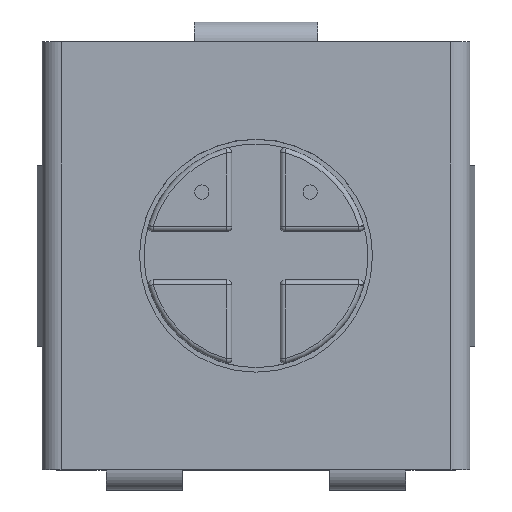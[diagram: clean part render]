
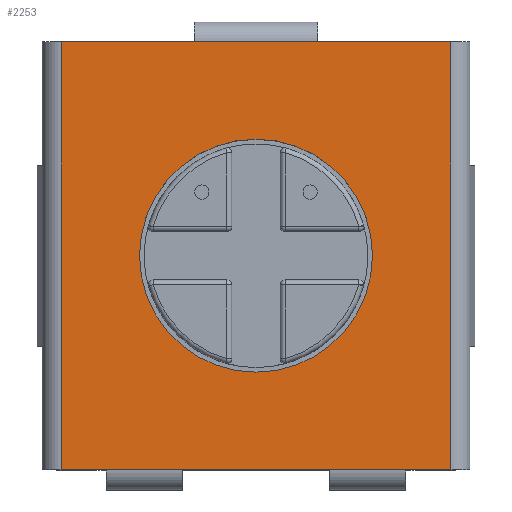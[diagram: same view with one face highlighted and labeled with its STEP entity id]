
A CAD part, top view. The second image highlights one B-rep face of the part: STEP entity #2253.
In plain terms, the highlighted planar face has unit normal (0, 0, 1).
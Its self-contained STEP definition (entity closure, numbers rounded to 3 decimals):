
#226 = CIRCLE ( 'NONE', #11337, 1.225 ) ;
#234 = DIRECTION ( 'NONE',  ( -1., 0., 0. ) ) ;
#667 = DIRECTION ( 'NONE',  ( 0., -1., 0. ) ) ;
#1308 = DIRECTION ( 'NONE',  ( -1., 0., 0. ) ) ;
#1515 = CARTESIAN_POINT ( 'NONE',  ( 0., 0., 2.55 ) ) ;
#1772 = VERTEX_POINT ( 'NONE', #18837 ) ;
#2253 = ADVANCED_FACE ( 'NONE', ( #3094, #4474 ), #12137, .F. ) ;
#3056 = CARTESIAN_POINT ( 'NONE',  ( -1.225, 0., 2.55 ) ) ;
#3094 = FACE_OUTER_BOUND ( 'NONE', #11564, .T. ) ;
#3160 = CARTESIAN_POINT ( 'NONE',  ( -2.25, 2.25, 2.55 ) ) ;
#3216 = DIRECTION ( 'NONE',  ( 1., 0., 0. ) ) ;
#3734 = CARTESIAN_POINT ( 'NONE',  ( -2.05, 0., 2.55 ) ) ;
#4292 = EDGE_CURVE ( 'NONE', #12267, #17525, #6612, .T. ) ;
#4474 = FACE_BOUND ( 'NONE', #16136, .T. ) ;
#4535 = AXIS2_PLACEMENT_3D ( 'NONE', #4702, #18022, #3216 ) ;
#4702 = CARTESIAN_POINT ( 'NONE',  ( 0., 0., 2.55 ) ) ;
#4761 = DIRECTION ( 'NONE',  ( 0., 0., -1. ) ) ;
#5345 = CARTESIAN_POINT ( 'NONE',  ( -2.05, 2.25, 2.55 ) ) ;
#5720 = ORIENTED_EDGE ( 'NONE', *, *, #9529, .F. ) ;
#5726 = VECTOR ( 'NONE', #667, 1000. ) ;
#5743 = CARTESIAN_POINT ( 'NONE',  ( 2.05, 2.25, 2.55 ) ) ;
#6454 = VERTEX_POINT ( 'NONE', #5743 ) ;
#6612 = LINE ( 'NONE', #3734, #5726 ) ;
#7614 = CARTESIAN_POINT ( 'NONE',  ( 1.225, 0., 2.55 ) ) ;
#7831 = DIRECTION ( 'NONE',  ( 1., 0., 0. ) ) ;
#8307 = CARTESIAN_POINT ( 'NONE',  ( -2.05, -2.25, 2.55 ) ) ;
#8578 = LINE ( 'NONE', #17823, #10077 ) ;
#9026 = DIRECTION ( 'NONE',  ( 0., 1., 0. ) ) ;
#9117 = DIRECTION ( 'NONE',  ( 0., 0., 1. ) ) ;
#9529 = EDGE_CURVE ( 'NONE', #9572, #17647, #226, .T. ) ;
#9572 = VERTEX_POINT ( 'NONE', #7614 ) ;
#10077 = VECTOR ( 'NONE', #10092, 1000. ) ;
#10092 = DIRECTION ( 'NONE',  ( 1., 0., 0. ) ) ;
#11337 = AXIS2_PLACEMENT_3D ( 'NONE', #1515, #9117, #7831 ) ;
#11423 = EDGE_CURVE ( 'NONE', #17525, #1772, #8578, .T. ) ;
#11564 = EDGE_LOOP ( 'NONE', ( #11616, #14585, #16377, #19601 ) ) ;
#11616 = ORIENTED_EDGE ( 'NONE', *, *, #17340, .T. ) ;
#12137 = PLANE ( 'NONE',  #16562 ) ;
#12164 = VECTOR ( 'NONE', #1308, 1000. ) ;
#12267 = VERTEX_POINT ( 'NONE', #5345 ) ;
#13819 = CARTESIAN_POINT ( 'NONE',  ( 0., 0., 2.55 ) ) ;
#13960 = ORIENTED_EDGE ( 'NONE', *, *, #14763, .F. ) ;
#14456 = VECTOR ( 'NONE', #9026, 1000. ) ;
#14585 = ORIENTED_EDGE ( 'NONE', *, *, #4292, .T. ) ;
#14763 = EDGE_CURVE ( 'NONE', #17647, #9572, #16599, .T. ) ;
#16136 = EDGE_LOOP ( 'NONE', ( #13960, #5720 ) ) ;
#16377 = ORIENTED_EDGE ( 'NONE', *, *, #11423, .T. ) ;
#16562 = AXIS2_PLACEMENT_3D ( 'NONE', #13819, #4761, #234 ) ;
#16599 = CIRCLE ( 'NONE', #4535, 1.225 ) ;
#16791 = CARTESIAN_POINT ( 'NONE',  ( 2.05, 0., 2.55 ) ) ;
#17340 = EDGE_CURVE ( 'NONE', #6454, #12267, #18064, .T. ) ;
#17525 = VERTEX_POINT ( 'NONE', #8307 ) ;
#17647 = VERTEX_POINT ( 'NONE', #3056 ) ;
#17823 = CARTESIAN_POINT ( 'NONE',  ( -2.25, -2.25, 2.55 ) ) ;
#18022 = DIRECTION ( 'NONE',  ( 0., 0., 1. ) ) ;
#18064 = LINE ( 'NONE', #3160, #12164 ) ;
#18837 = CARTESIAN_POINT ( 'NONE',  ( 2.05, -2.25, 2.55 ) ) ;
#19054 = EDGE_CURVE ( 'NONE', #1772, #6454, #19542, .T. ) ;
#19542 = LINE ( 'NONE', #16791, #14456 ) ;
#19601 = ORIENTED_EDGE ( 'NONE', *, *, #19054, .T. ) ;
